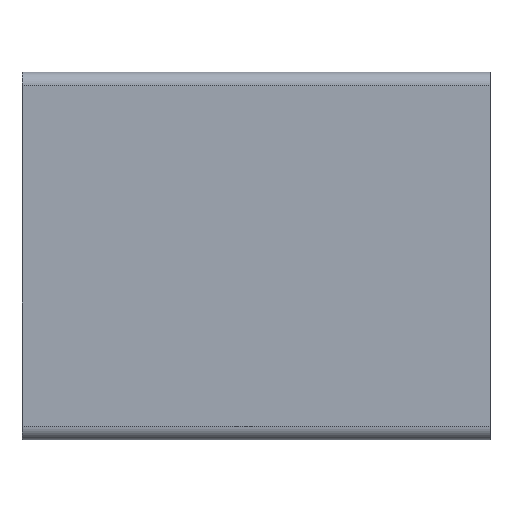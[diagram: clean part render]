
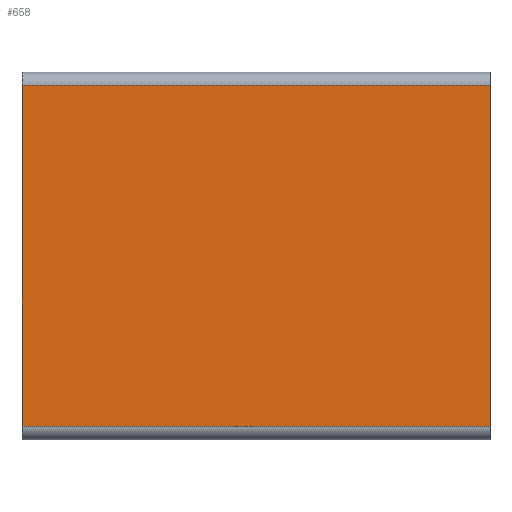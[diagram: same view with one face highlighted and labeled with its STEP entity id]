
A CAD part, top view. The second image highlights one B-rep face of the part: STEP entity #658.
In plain terms, the highlighted planar face has unit normal (0, 0, 1).
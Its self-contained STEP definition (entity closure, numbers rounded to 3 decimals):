
#535=CARTESIAN_POINT('Vertex',(70.,51.,23.)) ;
#551=CARTESIAN_POINT('Vertex',(-70.,51.,23.)) ;
#554=CARTESIAN_POINT('Line Origine',(0.,51.,23.)) ;
#628=CARTESIAN_POINT('Axis2P3D Location',(0.,-55.,23.)) ;
#633=CARTESIAN_POINT('Line Origine',(0.,-51.,23.)) ;
#637=CARTESIAN_POINT('Vertex',(70.,-51.,23.)) ;
#639=CARTESIAN_POINT('Vertex',(-70.,-51.,23.)) ;
#642=CARTESIAN_POINT('Line Origine',(70.,0.,23.)) ;
#647=CARTESIAN_POINT('Line Origine',(-70.,0.,23.)) ;
#555=DIRECTION('Vector Direction',(1.,0.,0.)) ;
#629=DIRECTION('Axis2P3D Direction',(0.,0.,-1.)) ;
#630=DIRECTION('Axis2P3D XDirection',(0.,1.,0.)) ;
#634=DIRECTION('Vector Direction',(1.,0.,0.)) ;
#643=DIRECTION('Vector Direction',(0.,1.,0.)) ;
#648=DIRECTION('Vector Direction',(0.,1.,0.)) ;
#631=AXIS2_PLACEMENT_3D('Plane Axis2P3D',#628,#629,#630) ;
#653=ORIENTED_EDGE('',*,*,#641,.F.) ;
#654=ORIENTED_EDGE('',*,*,#646,.F.) ;
#655=ORIENTED_EDGE('',*,*,#558,.T.) ;
#656=ORIENTED_EDGE('',*,*,#651,.T.) ;
#556=VECTOR('Line Direction',#555,1.) ;
#635=VECTOR('Line Direction',#634,1.) ;
#644=VECTOR('Line Direction',#643,1.) ;
#649=VECTOR('Line Direction',#648,1.) ;
#658=ADVANCED_FACE('PartBody',(#657),#632,.F.) ;
#558=EDGE_CURVE('',#536,#552,#557,.F.) ;
#641=EDGE_CURVE('',#638,#640,#636,.F.) ;
#646=EDGE_CURVE('',#536,#638,#645,.F.) ;
#651=EDGE_CURVE('',#552,#640,#650,.F.) ;
#652=EDGE_LOOP('',(#653,#654,#655,#656)) ;
#657=FACE_OUTER_BOUND('',#652,.T.) ;
#557=LINE('Line',#554,#556) ;
#636=LINE('Line',#633,#635) ;
#645=LINE('Line',#642,#644) ;
#650=LINE('Line',#647,#649) ;
#632=PLANE('Plane',#631) ;
#536=VERTEX_POINT('',#535) ;
#552=VERTEX_POINT('',#551) ;
#638=VERTEX_POINT('',#637) ;
#640=VERTEX_POINT('',#639) ;
